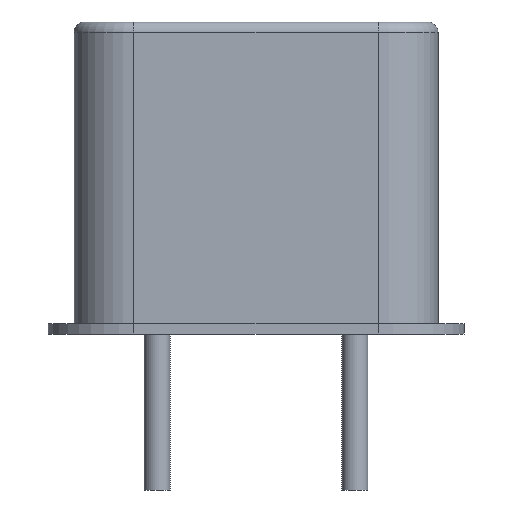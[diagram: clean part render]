
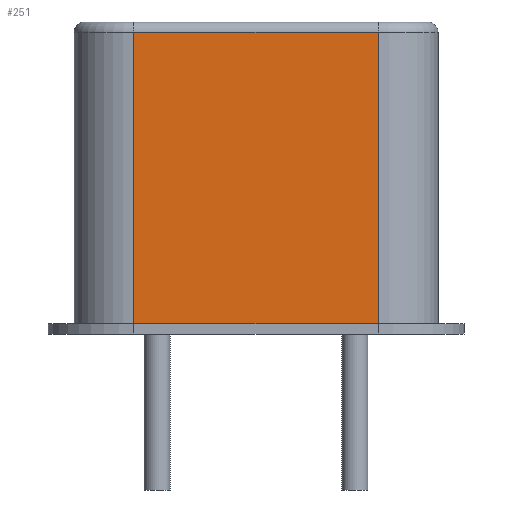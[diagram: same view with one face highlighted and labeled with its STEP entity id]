
A CAD part, front view. The second image highlights one B-rep face of the part: STEP entity #251.
In plain terms, the highlighted planar face has unit normal (0, -1, 0).
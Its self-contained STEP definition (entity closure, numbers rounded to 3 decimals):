
#12=DIRECTION('',(0.,0.,1.));
#26=VECTOR('',#12,1.);
#32=VECTOR('',#33,1.);
#33=DIRECTION('',(1.,0.,0.));
#103=VECTOR('',#104,1.);
#104=DIRECTION('',(-1.,0.,0.));
#134=CARTESIAN_POINT('',(4.25,-1.15,0.1));
#138=CARTESIAN_POINT('',(-0.45,-1.15,0.1));
#163=EDGE_CURVE('',#164,#166,#168,.T.);
#164=VERTEX_POINT('',#165);
#165=CARTESIAN_POINT('',(-0.45,-1.15,0.3));
#166=VERTEX_POINT('',#167);
#167=CARTESIAN_POINT('',(4.25,-1.15,0.3));
#168=LINE('',#169,#32);
#169=CARTESIAN_POINT('',(1.9,-1.15,0.3));
#221=DIRECTION('',(0.,-1.,0.));
#251=ADVANCED_FACE('',(#252),#268,.T.);
#252=FACE_BOUND('',#253,.T.);
#253=EDGE_LOOP('',(#254,#255,#260,#265));
#254=ORIENTED_EDGE('',*,*,#163,.T.);
#255=ORIENTED_EDGE('',*,*,#256,.T.);
#256=EDGE_CURVE('',#166,#257,#259,.T.);
#257=VERTEX_POINT('',#258);
#258=CARTESIAN_POINT('',(4.25,-1.15,5.9));
#259=LINE('',#134,#26);
#260=ORIENTED_EDGE('',*,*,#261,.T.);
#261=EDGE_CURVE('',#257,#262,#264,.T.);
#262=VERTEX_POINT('',#263);
#263=CARTESIAN_POINT('',(-0.45,-1.15,5.9));
#264=LINE('',#258,#103);
#265=ORIENTED_EDGE('',*,*,#266,.F.);
#266=EDGE_CURVE('',#164,#262,#267,.T.);
#267=LINE('',#138,#26);
#268=PLANE('',#269);
#269=AXIS2_PLACEMENT_3D('',#134,#221,#104);
